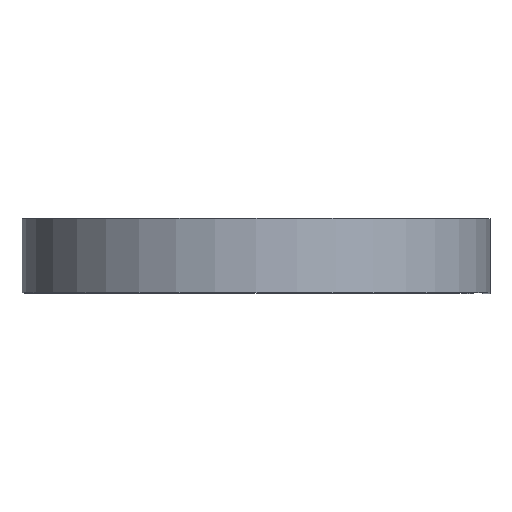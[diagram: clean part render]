
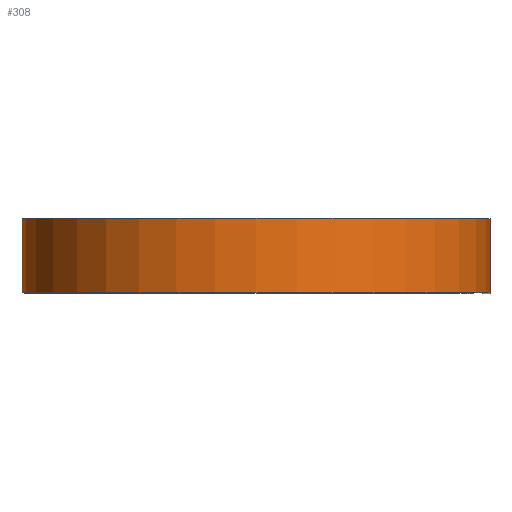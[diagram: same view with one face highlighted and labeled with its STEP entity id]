
A CAD part, top view. The second image highlights one B-rep face of the part: STEP entity #308.
In plain terms, the highlighted cylindrical face has radius 40.107 mm (diameter 80.213 mm), a partial arc.
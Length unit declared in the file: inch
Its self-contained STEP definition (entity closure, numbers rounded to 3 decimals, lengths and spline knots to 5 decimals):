
#17 = AXIS2_PLACEMENT_3D ( 'NONE', #515, #549, #608 ) ;
#53 = VECTOR ( 'NONE', #112, 39.37008 ) ;
#56 = LINE ( 'NONE', #94, #53 ) ;
#63 = CYLINDRICAL_SURFACE ( 'NONE', #514, 1.579 ) ;
#80 = CARTESIAN_POINT ( 'NONE',  ( 0., 0.25, 0. ) ) ;
#81 = VERTEX_POINT ( 'NONE', #478 ) ;
#89 = DIRECTION ( 'NONE',  ( 1., 0., 0. ) ) ;
#94 = CARTESIAN_POINT ( 'NONE',  ( 0., 0.25, -1.579 ) ) ;
#112 = DIRECTION ( 'NONE',  ( 0., -1., 0. ) ) ;
#135 = ORIENTED_EDGE ( 'NONE', *, *, #143, .T. ) ;
#143 = EDGE_CURVE ( 'NONE', #225, #585, #704, .T. ) ;
#223 = FACE_OUTER_BOUND ( 'NONE', #389, .T. ) ;
#225 = VERTEX_POINT ( 'NONE', #552 ) ;
#241 = CIRCLE ( 'NONE', #350, 1.579 ) ;
#248 = ORIENTED_EDGE ( 'NONE', *, *, #667, .F. ) ;
#261 = EDGE_CURVE ( 'NONE', #489, #81, #241, .T. ) ;
#268 = VECTOR ( 'NONE', #659, 39.37008 ) ;
#308 = ADVANCED_FACE ( 'NONE', ( #223 ), #63, .T. ) ;
#350 = AXIS2_PLACEMENT_3D ( 'NONE', #80, #475, #89 ) ;
#363 = LINE ( 'NONE', #580, #268 ) ;
#389 = EDGE_LOOP ( 'NONE', ( #135, #248, #619, #602 ) ) ;
#391 = DIRECTION ( 'NONE',  ( 0., -1., 0. ) ) ;
#423 = CARTESIAN_POINT ( 'NONE',  ( 0., 0.25, -1.579 ) ) ;
#447 = CARTESIAN_POINT ( 'NONE',  ( 0., 0.25, 0. ) ) ;
#475 = DIRECTION ( 'NONE',  ( 0., 1., 0. ) ) ;
#478 = CARTESIAN_POINT ( 'NONE',  ( 1.579, 0.25, 0. ) ) ;
#489 = VERTEX_POINT ( 'NONE', #423 ) ;
#514 = AXIS2_PLACEMENT_3D ( 'NONE', #447, #391, #539 ) ;
#515 = CARTESIAN_POINT ( 'NONE',  ( 0., -0.25, 0. ) ) ;
#539 = DIRECTION ( 'NONE',  ( 0., 0., -1. ) ) ;
#543 = EDGE_CURVE ( 'NONE', #489, #225, #56, .T. ) ;
#549 = DIRECTION ( 'NONE',  ( 0., 1., 0. ) ) ;
#552 = CARTESIAN_POINT ( 'NONE',  ( 0., -0.25, -1.579 ) ) ;
#580 = CARTESIAN_POINT ( 'NONE',  ( 1.579, 0.25, 0. ) ) ;
#585 = VERTEX_POINT ( 'NONE', #661 ) ;
#602 = ORIENTED_EDGE ( 'NONE', *, *, #543, .T. ) ;
#608 = DIRECTION ( 'NONE',  ( 1., 0., 0. ) ) ;
#619 = ORIENTED_EDGE ( 'NONE', *, *, #261, .F. ) ;
#659 = DIRECTION ( 'NONE',  ( 0., -1., 0. ) ) ;
#661 = CARTESIAN_POINT ( 'NONE',  ( 1.579, -0.25, 0. ) ) ;
#667 = EDGE_CURVE ( 'NONE', #81, #585, #363, .T. ) ;
#704 = CIRCLE ( 'NONE', #17, 1.579 ) ;
